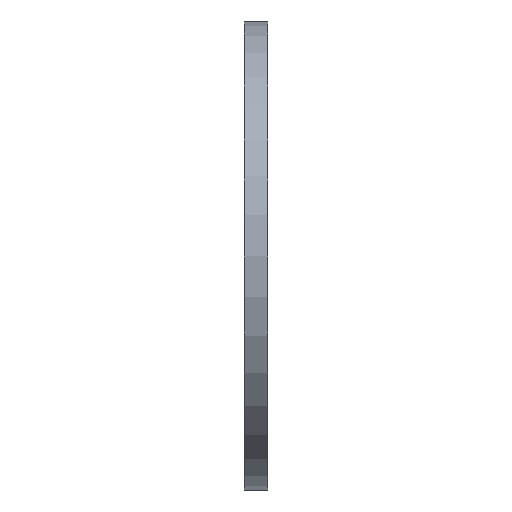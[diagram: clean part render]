
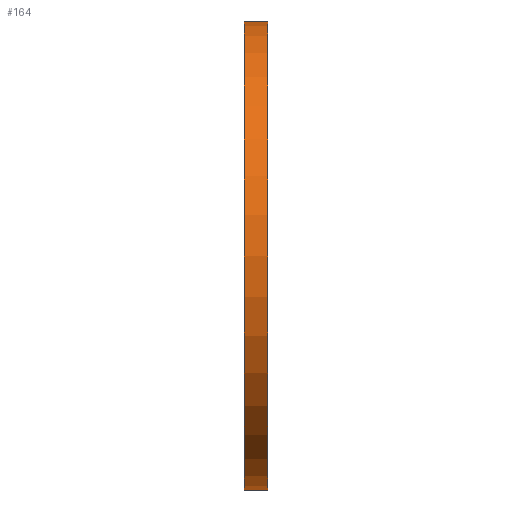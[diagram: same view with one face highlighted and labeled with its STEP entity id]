
A CAD part, front view. The second image highlights one B-rep face of the part: STEP entity #164.
In plain terms, the highlighted cylindrical face has radius 10.584 mm (diameter 21.169 mm), a partial arc.
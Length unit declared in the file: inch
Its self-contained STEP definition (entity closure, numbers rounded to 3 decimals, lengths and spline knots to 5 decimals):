
#24 = VERTEX_POINT ( 'NONE', #104 ) ;
#45 = VERTEX_POINT ( 'NONE', #350 ) ;
#48 = EDGE_CURVE ( 'NONE', #45, #24, #348, .T. ) ;
#104 = CARTESIAN_POINT ( 'NONE',  ( -0.021, -0.02179, -0.41671 ) ) ;
#164 = ADVANCED_FACE ( 'NONE', ( #752 ), #750, .T. ) ;
#165 = EDGE_LOOP ( 'NONE', ( #166, #167, #170, #173 ) ) ;
#166 = ORIENTED_EDGE ( 'NONE', *, *, #48, .F. ) ;
#167 = ORIENTED_EDGE ( 'NONE', *, *, #168, .F. ) ;
#168 = EDGE_CURVE ( 'NONE', #169, #45, #745, .T. ) ;
#169 = VERTEX_POINT ( 'NONE', #775 ) ;
#170 = ORIENTED_EDGE ( 'NONE', *, *, #171, .T. ) ;
#171 = EDGE_CURVE ( 'NONE', #169, #172, #777, .T. ) ;
#172 = VERTEX_POINT ( 'NONE', #643 ) ;
#173 = ORIENTED_EDGE ( 'NONE', *, *, #174, .T. ) ;
#174 = EDGE_CURVE ( 'NONE', #172, #24, #644, .T. ) ;
#345 = DIRECTION ( 'NONE',  ( -1., 0., 0. ) ) ;
#346 = VECTOR ( 'NONE', #345, 39.37008 ) ;
#347 = CARTESIAN_POINT ( 'NONE',  ( 0.021, -0.02179, -0.41671 ) ) ;
#348 = LINE ( 'NONE', #347, #346 ) ;
#350 = CARTESIAN_POINT ( 'NONE',  ( 0.021, -0.02179, -0.41671 ) ) ;
#643 = CARTESIAN_POINT ( 'NONE',  ( -0.021, -0.02179, 0.41671 ) ) ;
#644 = CIRCLE ( 'NONE', #665, 0.41671 ) ;
#659 = CARTESIAN_POINT ( 'NONE',  ( -0.021, -0.02179, 0. ) ) ;
#665 = AXIS2_PLACEMENT_3D ( 'NONE', #659, #687, #698 ) ;
#687 = DIRECTION ( 'NONE',  ( 1., 0., 0. ) ) ;
#698 = DIRECTION ( 'NONE',  ( 0., 0., -1. ) ) ;
#699 = DIRECTION ( 'NONE',  ( 1., 0., 0. ) ) ;
#743 = CARTESIAN_POINT ( 'NONE',  ( 0.021, -0.02179, 0. ) ) ;
#744 = AXIS2_PLACEMENT_3D ( 'NONE', #743, #699, #768 ) ;
#745 = CIRCLE ( 'NONE', #744, 0.41671 ) ;
#746 = DIRECTION ( 'NONE',  ( -1., 0., 0. ) ) ;
#747 = DIRECTION ( 'NONE',  ( 0., 0., 1. ) ) ;
#748 = DIRECTION ( 'NONE',  ( -1., 0., 0. ) ) ;
#749 = AXIS2_PLACEMENT_3D ( 'NONE', #751, #748, #747 ) ;
#750 = CYLINDRICAL_SURFACE ( 'NONE', #749, 0.41671 ) ;
#751 = CARTESIAN_POINT ( 'NONE',  ( 0.021, -0.02179, 0. ) ) ;
#752 = FACE_OUTER_BOUND ( 'NONE', #165, .T. ) ;
#768 = DIRECTION ( 'NONE',  ( 0., 0., -1. ) ) ;
#775 = CARTESIAN_POINT ( 'NONE',  ( 0.021, -0.02179, 0.41671 ) ) ;
#776 = CARTESIAN_POINT ( 'NONE',  ( 0.021, -0.02179, 0.41671 ) ) ;
#777 = LINE ( 'NONE', #776, #778 ) ;
#778 = VECTOR ( 'NONE', #746, 39.37008 ) ;
